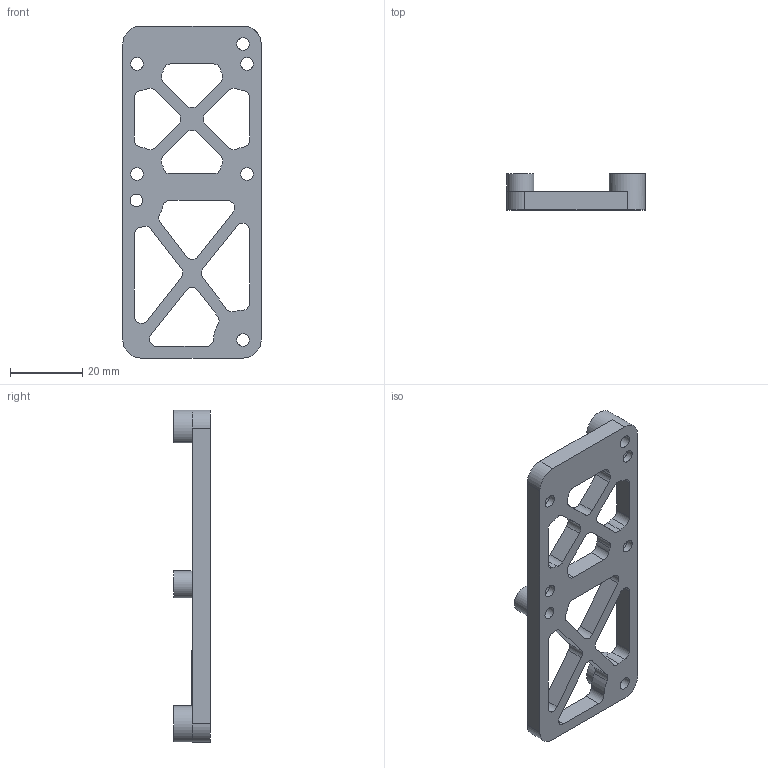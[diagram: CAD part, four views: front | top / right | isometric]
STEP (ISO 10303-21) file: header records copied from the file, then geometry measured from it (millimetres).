
FILE_DESCRIPTION(/* description */ (''),/* implementation_level */ '2;1');
FILE_NAME(/* name */ 'Holder.step',/* time_stamp */ '2021-05-26T02:17:52+02:00',/* author */ (''),/* organization */ (''),/* preprocessor_version */ 'ST-DEVELOPER v18.1',/* originating_system */ 'Autodesk Translation Framework v10.9.0.1377',/* authorisation */ '');
FILE_SCHEMA (('AUTOMOTIVE_DESIGN { 1 0 10303 214 3 1 1 }'));
Length unit declared in the file: millimetre
Products named in the file (1): Holder
Bounding box: 38.3 x 10 x 92 mm (x, y, z)
Volume: 10419.3 mm3; surface area: 8430.5 mm2
Topology: 1 solids, 1 shells, 103 faces, 292 edges, 194 vertices
Faces by surface type: cylinder 66, plane 37
Full cylindrical faces by diameter (mm): 3.5 x7, 6 x4, 7.5 x1, 10 x1
Entity records: 3508 total; most frequent: DIRECTION 638, CARTESIAN_POINT 590, ORIENTED_EDGE 584, EDGE_CURVE 292, AXIS2_PLACEMENT_3D 242, VERTEX_POINT 194, LINE 154, VECTOR 154
